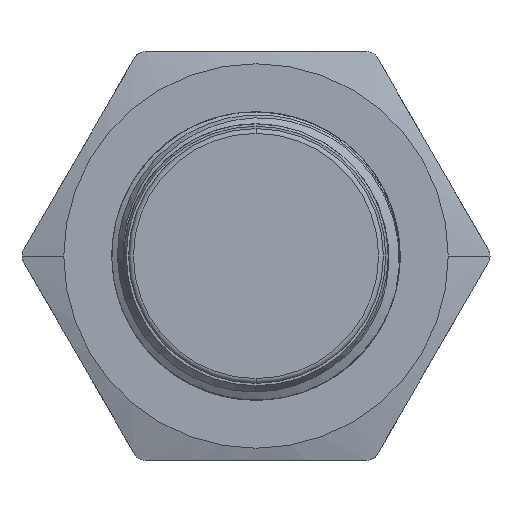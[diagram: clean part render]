
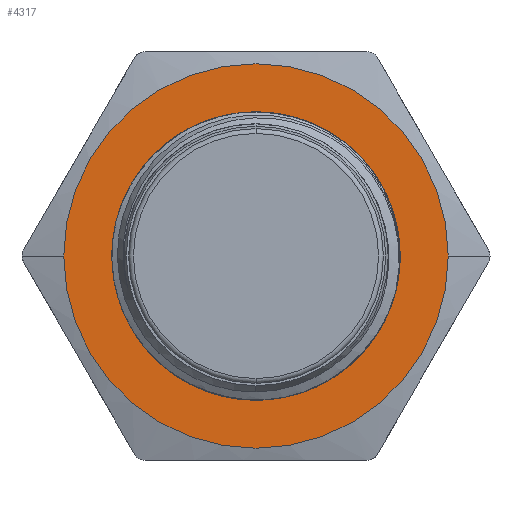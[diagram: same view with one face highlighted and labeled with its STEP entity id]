
A CAD part, front view. The second image highlights one B-rep face of the part: STEP entity #4317.
In plain terms, the highlighted planar face has unit normal (0, -1, 0).
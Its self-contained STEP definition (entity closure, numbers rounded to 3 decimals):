
#505=PLANE('',#13453);
#4317=ADVANCED_FACE('',(#4704,#4705),#505,.T.);
#4704=FACE_BOUND('',#5404,.T.);
#4705=FACE_BOUND('',#5405,.T.);
#5404=EDGE_LOOP('',(#9296,#9297));
#5405=EDGE_LOOP('',(#9298,#9299));
#9296=ORIENTED_EDGE('',*,*,#11925,.T.);
#9297=ORIENTED_EDGE('',*,*,#12529,.T.);
#9298=ORIENTED_EDGE('',*,*,#11929,.T.);
#9299=ORIENTED_EDGE('',*,*,#11944,.T.);
#10180=VERTEX_POINT('',#36046);
#10181=VERTEX_POINT('',#36048);
#10183=VERTEX_POINT('',#36054);
#10185=VERTEX_POINT('',#36057);
#11925=EDGE_CURVE('',#10181,#10180,#12665,.T.);
#11929=EDGE_CURVE('',#10185,#10183,#12667,.T.);
#11944=EDGE_CURVE('',#10183,#10185,#12668,.T.);
#12529=EDGE_CURVE('',#10180,#10181,#12676,.T.);
#12665=CIRCLE('',#13238,5.5);
#12667=CIRCLE('',#13241,8.);
#12668=CIRCLE('',#13243,8.);
#12676=CIRCLE('',#13451,5.5);
#13238=AXIS2_PLACEMENT_3D('',#36047,#15010,#15011);
#13241=AXIS2_PLACEMENT_3D('',#36056,#15018,#15019);
#13243=AXIS2_PLACEMENT_3D('',#36142,#15023,#15024);
#13451=AXIS2_PLACEMENT_3D('',#40611,#15637,#15638);
#13453=AXIS2_PLACEMENT_3D('',#40613,#15641,#15642);
#15010=DIRECTION('',(0.,1.,0.));
#15011=DIRECTION('',(1.,0.,0.));
#15018=DIRECTION('',(0.,-1.,0.));
#15019=DIRECTION('',(1.,0.,0.));
#15023=DIRECTION('',(0.,-1.,0.));
#15024=DIRECTION('',(-1.,0.,0.));
#15637=DIRECTION('',(0.,1.,0.));
#15638=DIRECTION('',(-1.,0.,0.));
#15641=DIRECTION('',(0.,-1.,0.));
#15642=DIRECTION('',(1.,0.,0.));
#36046=CARTESIAN_POINT('',(-5.5,6.2,0.));
#36047=CARTESIAN_POINT('',(0.,6.2,0.));
#36048=CARTESIAN_POINT('',(5.5,6.2,0.));
#36054=CARTESIAN_POINT('',(-8.,6.2,0.));
#36056=CARTESIAN_POINT('',(0.,6.2,0.));
#36057=CARTESIAN_POINT('',(8.,6.2,0.));
#36142=CARTESIAN_POINT('',(0.,6.2,0.));
#40611=CARTESIAN_POINT('',(0.,6.2,0.));
#40613=CARTESIAN_POINT('',(0.,6.2,0.));
